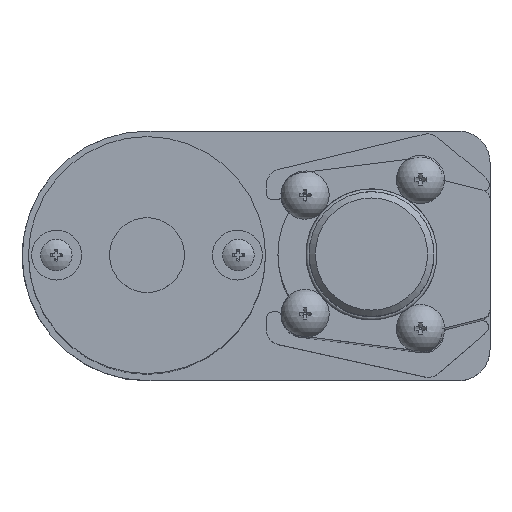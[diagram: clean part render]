
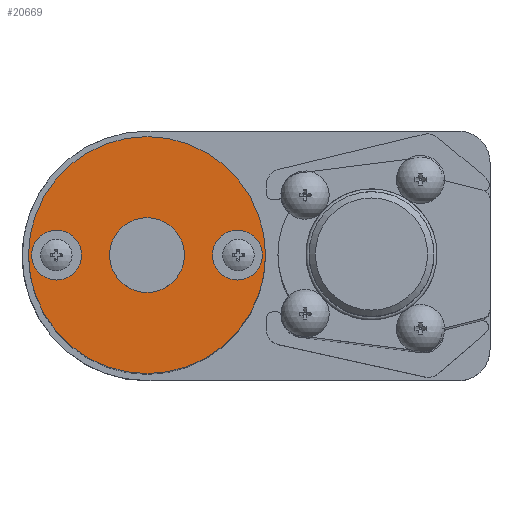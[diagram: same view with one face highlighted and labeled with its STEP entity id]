
A CAD part, top view. The second image highlights one B-rep face of the part: STEP entity #20669.
In plain terms, the highlighted planar face has unit normal (0, 0, 1).
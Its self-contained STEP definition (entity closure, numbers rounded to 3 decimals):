
#15005 = CYLINDRICAL_SURFACE('',#15006,19.);
#15006 = AXIS2_PLACEMENT_3D('',#15007,#15008,#15009);
#15007 = CARTESIAN_POINT('',(0.,0.,67.95));
#15008 = DIRECTION('',(0.,0.,1.));
#15009 = DIRECTION('',(1.,0.,0.));
#16411 = VERTEX_POINT('',#16412);
#16412 = CARTESIAN_POINT('',(19.,0.,70.95));
#16432 = EDGE_CURVE('',#16411,#16411,#16433,.T.);
#16433 = SURFACE_CURVE('',#16434,(#16439,#16468),.PCURVE_S1.);
#16434 = CIRCLE('',#16435,19.);
#16435 = AXIS2_PLACEMENT_3D('',#16436,#16437,#16438);
#16436 = CARTESIAN_POINT('',(0.,0.,70.95));
#16437 = DIRECTION('',(0.,0.,1.));
#16438 = DIRECTION('',(1.,0.,0.));
#16439 = PCURVE('',#15005,#16440);
#16440 = DEFINITIONAL_REPRESENTATION('',(#16441),#16467);
#16441 = B_SPLINE_CURVE_WITH_KNOTS('',3,(#16442,#16443,#16444,#16445,
    #16446,#16447,#16448,#16449,#16450,#16451,#16452,#16453,#16454,
    #16455,#16456,#16457,#16458,#16459,#16460,#16461,#16462,#16463,
    #16464,#16465,#16466),.UNSPECIFIED.,.F.,.F.,(4,1,1,1,1,1,1,1,1,1,1,1
    ,1,1,1,1,1,1,1,1,1,1,4),(0.,0.286,0.571,
    0.857,1.142,1.428,1.714,
    1.999,2.285,2.57,2.856,
    3.142,3.427,3.713,3.998,
    4.284,4.57,4.855,5.141,
    5.426,5.712,5.998,6.283),
  .UNSPECIFIED.);
#16442 = CARTESIAN_POINT('',(0.,3.));
#16443 = CARTESIAN_POINT('',(0.095,3.));
#16444 = CARTESIAN_POINT('',(0.286,3.));
#16445 = CARTESIAN_POINT('',(0.571,3.));
#16446 = CARTESIAN_POINT('',(0.857,3.));
#16447 = CARTESIAN_POINT('',(1.142,3.));
#16448 = CARTESIAN_POINT('',(1.428,3.));
#16449 = CARTESIAN_POINT('',(1.714,3.));
#16450 = CARTESIAN_POINT('',(1.999,3.));
#16451 = CARTESIAN_POINT('',(2.285,3.));
#16452 = CARTESIAN_POINT('',(2.57,3.));
#16453 = CARTESIAN_POINT('',(2.856,3.));
#16454 = CARTESIAN_POINT('',(3.142,3.));
#16455 = CARTESIAN_POINT('',(3.427,3.));
#16456 = CARTESIAN_POINT('',(3.713,3.));
#16457 = CARTESIAN_POINT('',(3.998,3.));
#16458 = CARTESIAN_POINT('',(4.284,3.));
#16459 = CARTESIAN_POINT('',(4.57,3.));
#16460 = CARTESIAN_POINT('',(4.855,3.));
#16461 = CARTESIAN_POINT('',(5.141,3.));
#16462 = CARTESIAN_POINT('',(5.426,3.));
#16463 = CARTESIAN_POINT('',(5.712,3.));
#16464 = CARTESIAN_POINT('',(5.998,3.));
#16465 = CARTESIAN_POINT('',(6.188,3.));
#16466 = CARTESIAN_POINT('',(6.283,3.));
#16467 = ( GEOMETRIC_REPRESENTATION_CONTEXT(2) 
PARAMETRIC_REPRESENTATION_CONTEXT() REPRESENTATION_CONTEXT('2D SPACE',''
  ) );
#16468 = PCURVE('',#16469,#16474);
#16469 = PLANE('',#16470);
#16470 = AXIS2_PLACEMENT_3D('',#16471,#16472,#16473);
#16471 = CARTESIAN_POINT('',(0.,0.,70.95));
#16472 = DIRECTION('',(0.,0.,1.));
#16473 = DIRECTION('',(1.,0.,0.));
#16474 = DEFINITIONAL_REPRESENTATION('',(#16475),#16479);
#16475 = CIRCLE('',#16476,19.);
#16476 = AXIS2_PLACEMENT_2D('',#16477,#16478);
#16477 = CARTESIAN_POINT('',(0.,0.));
#16478 = DIRECTION('',(1.,0.));
#16479 = ( GEOMETRIC_REPRESENTATION_CONTEXT(2) 
PARAMETRIC_REPRESENTATION_CONTEXT() REPRESENTATION_CONTEXT('2D SPACE',''
  ) );
#20669 = ADVANCED_FACE('',(#20670,#20673,#20704,#20735),#16469,.T.);
#20670 = FACE_BOUND('',#20671,.T.);
#20671 = EDGE_LOOP('',(#20672));
#20672 = ORIENTED_EDGE('',*,*,#16432,.T.);
#20673 = FACE_BOUND('',#20674,.T.);
#20674 = EDGE_LOOP('',(#20675));
#20675 = ORIENTED_EDGE('',*,*,#20676,.F.);
#20676 = EDGE_CURVE('',#20677,#20677,#20679,.T.);
#20677 = VERTEX_POINT('',#20678);
#20678 = CARTESIAN_POINT('',(18.5,0.,70.95));
#20679 = SURFACE_CURVE('',#20680,(#20685,#20692),.PCURVE_S1.);
#20680 = CIRCLE('',#20681,4.);
#20681 = AXIS2_PLACEMENT_3D('',#20682,#20683,#20684);
#20682 = CARTESIAN_POINT('',(14.5,0.,70.95));
#20683 = DIRECTION('',(0.,0.,1.));
#20684 = DIRECTION('',(1.,0.,0.));
#20685 = PCURVE('',#16469,#20686);
#20686 = DEFINITIONAL_REPRESENTATION('',(#20687),#20691);
#20687 = CIRCLE('',#20688,4.);
#20688 = AXIS2_PLACEMENT_2D('',#20689,#20690);
#20689 = CARTESIAN_POINT('',(14.5,0.));
#20690 = DIRECTION('',(1.,0.));
#20691 = ( GEOMETRIC_REPRESENTATION_CONTEXT(2) 
PARAMETRIC_REPRESENTATION_CONTEXT() REPRESENTATION_CONTEXT('2D SPACE',''
  ) );
#20692 = PCURVE('',#20693,#20698);
#20693 = CYLINDRICAL_SURFACE('',#20694,4.);
#20694 = AXIS2_PLACEMENT_3D('',#20695,#20696,#20697);
#20695 = CARTESIAN_POINT('',(14.5,0.,70.95));
#20696 = DIRECTION('',(0.,0.,1.));
#20697 = DIRECTION('',(1.,0.,0.));
#20698 = DEFINITIONAL_REPRESENTATION('',(#20699),#20703);
#20699 = LINE('',#20700,#20701);
#20700 = CARTESIAN_POINT('',(0.,0.));
#20701 = VECTOR('',#20702,1.);
#20702 = DIRECTION('',(1.,0.));
#20703 = ( GEOMETRIC_REPRESENTATION_CONTEXT(2) 
PARAMETRIC_REPRESENTATION_CONTEXT() REPRESENTATION_CONTEXT('2D SPACE',''
  ) );
#20704 = FACE_BOUND('',#20705,.T.);
#20705 = EDGE_LOOP('',(#20706));
#20706 = ORIENTED_EDGE('',*,*,#20707,.F.);
#20707 = EDGE_CURVE('',#20708,#20708,#20710,.T.);
#20708 = VERTEX_POINT('',#20709);
#20709 = CARTESIAN_POINT('',(6.,0.,70.95));
#20710 = SURFACE_CURVE('',#20711,(#20716,#20723),.PCURVE_S1.);
#20711 = CIRCLE('',#20712,6.);
#20712 = AXIS2_PLACEMENT_3D('',#20713,#20714,#20715);
#20713 = CARTESIAN_POINT('',(0.,0.,70.95));
#20714 = DIRECTION('',(0.,0.,1.));
#20715 = DIRECTION('',(1.,0.,0.));
#20716 = PCURVE('',#16469,#20717);
#20717 = DEFINITIONAL_REPRESENTATION('',(#20718),#20722);
#20718 = CIRCLE('',#20719,6.);
#20719 = AXIS2_PLACEMENT_2D('',#20720,#20721);
#20720 = CARTESIAN_POINT('',(0.,0.));
#20721 = DIRECTION('',(1.,0.));
#20722 = ( GEOMETRIC_REPRESENTATION_CONTEXT(2) 
PARAMETRIC_REPRESENTATION_CONTEXT() REPRESENTATION_CONTEXT('2D SPACE',''
  ) );
#20723 = PCURVE('',#20724,#20729);
#20724 = CYLINDRICAL_SURFACE('',#20725,6.);
#20725 = AXIS2_PLACEMENT_3D('',#20726,#20727,#20728);
#20726 = CARTESIAN_POINT('',(0.,0.,70.95));
#20727 = DIRECTION('',(0.,0.,1.));
#20728 = DIRECTION('',(1.,0.,0.));
#20729 = DEFINITIONAL_REPRESENTATION('',(#20730),#20734);
#20730 = LINE('',#20731,#20732);
#20731 = CARTESIAN_POINT('',(0.,0.));
#20732 = VECTOR('',#20733,1.);
#20733 = DIRECTION('',(1.,0.));
#20734 = ( GEOMETRIC_REPRESENTATION_CONTEXT(2) 
PARAMETRIC_REPRESENTATION_CONTEXT() REPRESENTATION_CONTEXT('2D SPACE',''
  ) );
#20735 = FACE_BOUND('',#20736,.T.);
#20736 = EDGE_LOOP('',(#20737));
#20737 = ORIENTED_EDGE('',*,*,#20738,.F.);
#20738 = EDGE_CURVE('',#20739,#20739,#20741,.T.);
#20739 = VERTEX_POINT('',#20740);
#20740 = CARTESIAN_POINT('',(-10.5,0.,70.95));
#20741 = SURFACE_CURVE('',#20742,(#20747,#20754),.PCURVE_S1.);
#20742 = CIRCLE('',#20743,4.);
#20743 = AXIS2_PLACEMENT_3D('',#20744,#20745,#20746);
#20744 = CARTESIAN_POINT('',(-14.5,0.,70.95));
#20745 = DIRECTION('',(0.,0.,1.));
#20746 = DIRECTION('',(1.,0.,0.));
#20747 = PCURVE('',#16469,#20748);
#20748 = DEFINITIONAL_REPRESENTATION('',(#20749),#20753);
#20749 = CIRCLE('',#20750,4.);
#20750 = AXIS2_PLACEMENT_2D('',#20751,#20752);
#20751 = CARTESIAN_POINT('',(-14.5,0.));
#20752 = DIRECTION('',(1.,0.));
#20753 = ( GEOMETRIC_REPRESENTATION_CONTEXT(2) 
PARAMETRIC_REPRESENTATION_CONTEXT() REPRESENTATION_CONTEXT('2D SPACE',''
  ) );
#20754 = PCURVE('',#20755,#20760);
#20755 = CYLINDRICAL_SURFACE('',#20756,4.);
#20756 = AXIS2_PLACEMENT_3D('',#20757,#20758,#20759);
#20757 = CARTESIAN_POINT('',(-14.5,0.,70.95));
#20758 = DIRECTION('',(0.,0.,1.));
#20759 = DIRECTION('',(1.,0.,0.));
#20760 = DEFINITIONAL_REPRESENTATION('',(#20761),#20765);
#20761 = LINE('',#20762,#20763);
#20762 = CARTESIAN_POINT('',(0.,0.));
#20763 = VECTOR('',#20764,1.);
#20764 = DIRECTION('',(1.,0.));
#20765 = ( GEOMETRIC_REPRESENTATION_CONTEXT(2) 
PARAMETRIC_REPRESENTATION_CONTEXT() REPRESENTATION_CONTEXT('2D SPACE',''
  ) );
